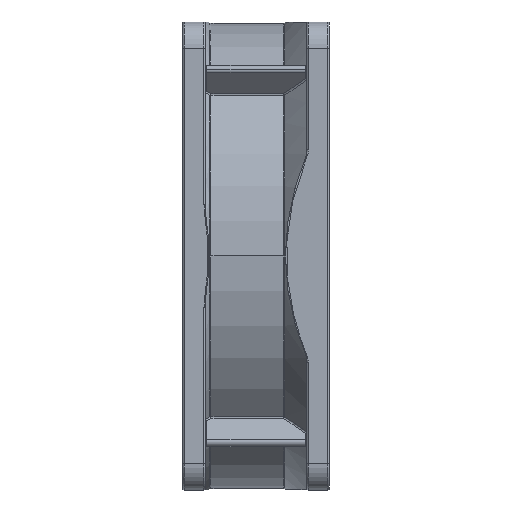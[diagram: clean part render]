
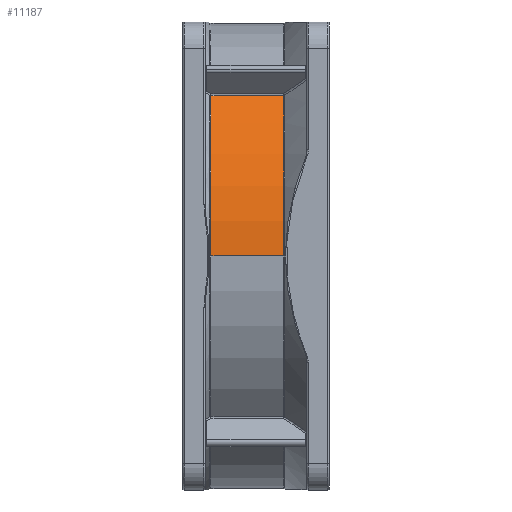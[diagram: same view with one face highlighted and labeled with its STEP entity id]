
A CAD part, left-side view. The second image highlights one B-rep face of the part: STEP entity #11187.
In plain terms, the highlighted cylindrical face has radius 39.75 mm (diameter 79.5 mm), a partial arc.
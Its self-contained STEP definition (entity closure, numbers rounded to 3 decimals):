
#418 = CIRCLE ( 'NONE', #15423, 39.75 ) ;
#888 = CARTESIAN_POINT ( 'NONE',  ( -39.75, -5.5, 0. ) ) ;
#1051 = ORIENTED_EDGE ( 'NONE', *, *, #26765, .T. ) ;
#1975 = EDGE_CURVE ( 'NONE', #17072, #20579, #29910, .T. ) ;
#1979 = EDGE_CURVE ( 'NONE', #20579, #17176, #418, .T. ) ;
#1993 = VECTOR ( 'NONE', #27150, 1000. ) ;
#3219 = CARTESIAN_POINT ( 'NONE',  ( 0., 7.696, 0. ) ) ;
#4202 = AXIS2_PLACEMENT_3D ( 'NONE', #7750, #14075, #4823 ) ;
#4823 = DIRECTION ( 'NONE',  ( -1., 0., 0. ) ) ;
#5204 = CARTESIAN_POINT ( 'NONE',  ( 0., -4.746, 0. ) ) ;
#7264 = AXIS2_PLACEMENT_3D ( 'NONE', #5204, #25525, #8403 ) ;
#7750 = CARTESIAN_POINT ( 'NONE',  ( 0., -5.5, 0. ) ) ;
#8170 = VECTOR ( 'NONE', #32162, 1000. ) ;
#8403 = DIRECTION ( 'NONE',  ( 0., 0., -1. ) ) ;
#9994 = FACE_OUTER_BOUND ( 'NONE', #21815, .T. ) ;
#11187 = ADVANCED_FACE ( 'NONE', ( #9994 ), #33090, .T. ) ;
#11870 = DIRECTION ( 'NONE',  ( 0., 0., -1. ) ) ;
#12202 = EDGE_CURVE ( 'NONE', #18437, #17072, #28562, .T. ) ;
#14075 = DIRECTION ( 'NONE',  ( 0., -1., 0. ) ) ;
#14391 = CARTESIAN_POINT ( 'NONE',  ( -28.801, -5.5, 27.396 ) ) ;
#15423 = AXIS2_PLACEMENT_3D ( 'NONE', #3219, #26317, #11870 ) ;
#17072 = VERTEX_POINT ( 'NONE', #28692 ) ;
#17176 = VERTEX_POINT ( 'NONE', #23881 ) ;
#18437 = VERTEX_POINT ( 'NONE', #22470 ) ;
#20579 = VERTEX_POINT ( 'NONE', #33144 ) ;
#21815 = EDGE_LOOP ( 'NONE', ( #24402, #1051, #34986, #34306 ) ) ;
#22470 = CARTESIAN_POINT ( 'NONE',  ( -39.75, -4.746, 0. ) ) ;
#23881 = CARTESIAN_POINT ( 'NONE',  ( -39.75, 7.696, 0. ) ) ;
#24402 = ORIENTED_EDGE ( 'NONE', *, *, #1979, .T. ) ;
#25525 = DIRECTION ( 'NONE',  ( 0., 1., 0. ) ) ;
#26317 = DIRECTION ( 'NONE',  ( 0., -1., 0. ) ) ;
#26765 = EDGE_CURVE ( 'NONE', #17176, #18437, #32852, .T. ) ;
#27150 = DIRECTION ( 'NONE',  ( 0., -1., 0. ) ) ;
#28562 = CIRCLE ( 'NONE', #7264, 39.75 ) ;
#28692 = CARTESIAN_POINT ( 'NONE',  ( -28.801, -4.746, 27.396 ) ) ;
#29910 = LINE ( 'NONE', #14391, #8170 ) ;
#32162 = DIRECTION ( 'NONE',  ( 0., 1., 0. ) ) ;
#32852 = LINE ( 'NONE', #888, #1993 ) ;
#33090 = CYLINDRICAL_SURFACE ( 'NONE', #4202, 39.75 ) ;
#33144 = CARTESIAN_POINT ( 'NONE',  ( -28.801, 7.696, 27.396 ) ) ;
#34306 = ORIENTED_EDGE ( 'NONE', *, *, #1975, .T. ) ;
#34986 = ORIENTED_EDGE ( 'NONE', *, *, #12202, .T. ) ;
